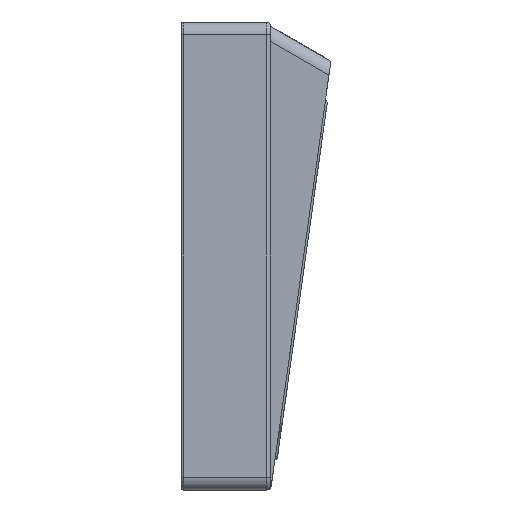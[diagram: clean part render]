
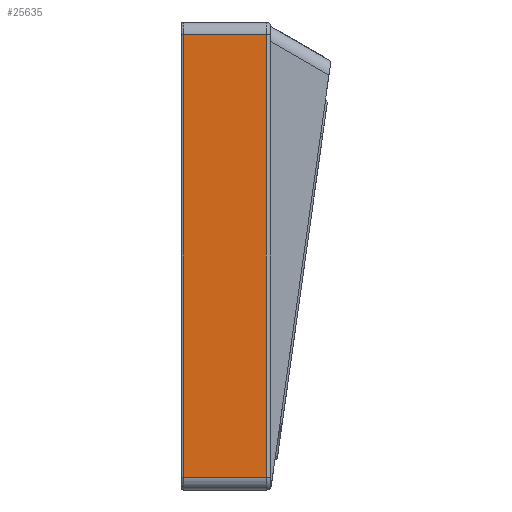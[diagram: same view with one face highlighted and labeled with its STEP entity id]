
A CAD part, left-side view. The second image highlights one B-rep face of the part: STEP entity #25635.
In plain terms, the highlighted planar face has unit normal (-1, 0, 0).
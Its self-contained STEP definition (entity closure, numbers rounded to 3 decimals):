
#1328=PLANE('',#27299);
#1973=LINE('',#35264,#4380);
#2081=LINE('',#35658,#4488);
#2141=LINE('',#35924,#4548);
#2142=LINE('',#35926,#4549);
#4380=VECTOR('',#29026,10.);
#4488=VECTOR('',#29416,10.);
#4548=VECTOR('',#29734,10.);
#4549=VECTOR('',#29737,10.);
#7270=FACE_OUTER_BOUND('',#8742,.T.);
#8742=EDGE_LOOP('',(#18237,#18238,#18239,#18240));
#10996=VERTEX_POINT('',#35258);
#10997=VERTEX_POINT('',#35262);
#11141=VERTEX_POINT('',#35655);
#11142=VERTEX_POINT('',#35657);
#13619=EDGE_CURVE('',#10997,#10996,#1973,.T.);
#13812=EDGE_CURVE('',#11141,#11142,#2081,.T.);
#13948=EDGE_CURVE('',#11142,#10997,#2141,.T.);
#13949=EDGE_CURVE('',#10996,#11141,#2142,.T.);
#18237=ORIENTED_EDGE('',*,*,#13619,.F.);
#18238=ORIENTED_EDGE('',*,*,#13948,.F.);
#18239=ORIENTED_EDGE('',*,*,#13812,.F.);
#18240=ORIENTED_EDGE('',*,*,#13949,.F.);
#25635=ADVANCED_FACE('',(#7270),#1328,.T.);
#27299=AXIS2_PLACEMENT_3D('',#35925,#29735,#29736);
#29026=DIRECTION('',(0.,0.,1.));
#29416=DIRECTION('',(0.,0.,-1.));
#29734=DIRECTION('',(0.,1.,0.));
#29735=DIRECTION('center_axis',(-1.,0.,0.));
#29736=DIRECTION('ref_axis',(0.,0.,1.));
#29737=DIRECTION('',(0.,-1.,0.));
#35258=CARTESIAN_POINT('',(-147.35,17.2,51.1));
#35262=CARTESIAN_POINT('',(-147.35,17.2,-51.1));
#35264=CARTESIAN_POINT('',(-147.35,17.2,-27.05));
#35655=CARTESIAN_POINT('',(-147.35,-2.,51.1));
#35657=CARTESIAN_POINT('',(-147.35,-2.,-51.1));
#35658=CARTESIAN_POINT('',(-147.35,-2.,-27.05));
#35924=CARTESIAN_POINT('',(-147.35,0.,-51.1));
#35925=CARTESIAN_POINT('Origin',(-147.35,0.,-54.1));
#35926=CARTESIAN_POINT('',(-147.35,0.,51.1));
